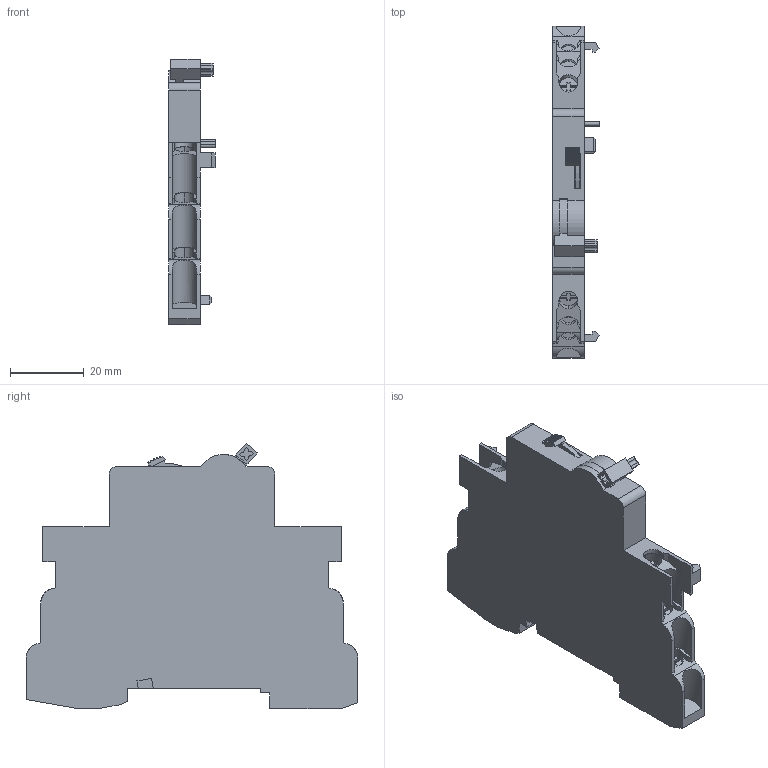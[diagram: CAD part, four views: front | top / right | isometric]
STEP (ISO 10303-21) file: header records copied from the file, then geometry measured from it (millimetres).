
FILE_DESCRIPTION((''),'2;1');
FILE_NAME('SB103139_3D-SIMPLIFIE_SW0001','2011-03-14T',('MCordero'),(''),'PRO/ENGINEER BY PARAMETRIC TECHNOLOGY CORPORATION, 2006170','PRO/ENGINEER BY PARAMETRIC TECHNOLOGY CORPORATION, 2006170','');
FILE_SCHEMA(('CONFIG_CONTROL_DESIGN'));
Length unit declared in the file: millimetre
Products named in the file (1): SB103139_3D-SIMPLIFIE_SW0001
Bounding box: 12.7 x 89.8 x 71.83 mm (x, y, z)
Volume: 36961.8 mm3; surface area: 13939.6 mm2
Topology: 1 solids, 1 shells, 333 faces, 969 edges, 650 vertices
Faces by surface type: plane 262, cylinder 71
Entity records: 11356 total; most frequent: CARTESIAN_POINT 2309, ORIENTED_EDGE 1938, DIRECTION 1831, EDGE_CURVE 969, VECTOR 745, LINE 745, VERTEX_POINT 650, AXIS2_PLACEMENT_3D 543
